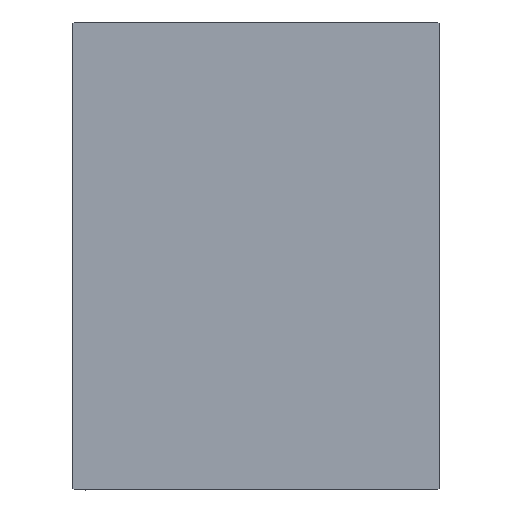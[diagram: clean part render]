
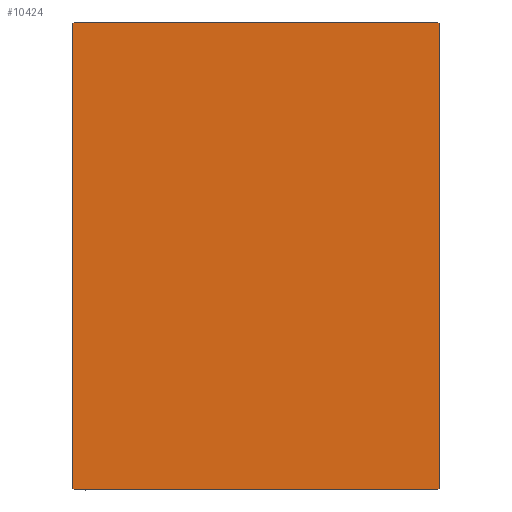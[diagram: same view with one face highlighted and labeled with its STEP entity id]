
A CAD part, left-side view. The second image highlights one B-rep face of the part: STEP entity #10424.
In plain terms, the highlighted face is planar.
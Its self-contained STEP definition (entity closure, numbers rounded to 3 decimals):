
#665 = DIRECTION ( 'NONE',  ( 0., -1., 0. ) ) ;
#1106 = EDGE_CURVE ( 'NONE', #18551, #17854, #44805, .T. ) ;
#1778 = PLANE ( 'NONE',  #5730 ) ;
#1912 = DIRECTION ( 'NONE',  ( 0., -0.707, 0.707 ) ) ;
#2003 = ORIENTED_EDGE ( 'NONE', *, *, #25635, .T. ) ;
#2017 = DIRECTION ( 'NONE',  ( 0., 0., -1. ) ) ;
#3574 = VECTOR ( 'NONE', #19972, 1000. ) ;
#4274 = VECTOR ( 'NONE', #25644, 1000. ) ;
#4356 = VERTEX_POINT ( 'NONE', #31741 ) ;
#4965 = EDGE_CURVE ( 'NONE', #17854, #11220, #40484, .T. ) ;
#5305 = FACE_OUTER_BOUND ( 'NONE', #20453, .T. ) ;
#5531 = CARTESIAN_POINT ( 'NONE',  ( 108., 0., 0. ) ) ;
#5730 = AXIS2_PLACEMENT_3D ( 'NONE', #5531, #34133, #2017 ) ;
#7988 = CARTESIAN_POINT ( 'NONE',  ( 108., 44.7, -57.5 ) ) ;
#9698 = ORIENTED_EDGE ( 'NONE', *, *, #24419, .T. ) ;
#10071 = ORIENTED_EDGE ( 'NONE', *, *, #28730, .T. ) ;
#10168 = VERTEX_POINT ( 'NONE', #29466 ) ;
#10424 = ADVANCED_FACE ( 'NONE', ( #5305 ), #1778, .T. ) ;
#11218 = ORIENTED_EDGE ( 'NONE', *, *, #4965, .T. ) ;
#11220 = VERTEX_POINT ( 'NONE', #21231 ) ;
#11555 = CARTESIAN_POINT ( 'NONE',  ( 108., -51.1, 51.1 ) ) ;
#12074 = EDGE_CURVE ( 'NONE', #4356, #37667, #39236, .T. ) ;
#12124 = CARTESIAN_POINT ( 'NONE',  ( 108., 45., -57.2 ) ) ;
#12873 = DIRECTION ( 'NONE',  ( 0., 0.707, -0.707 ) ) ;
#13191 = EDGE_CURVE ( 'NONE', #31142, #18551, #15751, .T. ) ;
#15751 = LINE ( 'NONE', #26331, #3574 ) ;
#16721 = CARTESIAN_POINT ( 'NONE',  ( 108., -45., -57.2 ) ) ;
#16879 = VECTOR ( 'NONE', #19370, 1000. ) ;
#17113 = VECTOR ( 'NONE', #12873, 1000. ) ;
#17854 = VERTEX_POINT ( 'NONE', #12124 ) ;
#18551 = VERTEX_POINT ( 'NONE', #7988 ) ;
#18744 = EDGE_CURVE ( 'NONE', #10168, #4356, #39834, .T. ) ;
#19370 = DIRECTION ( 'NONE',  ( 0., 0., 1. ) ) ;
#19972 = DIRECTION ( 'NONE',  ( 0., 1., 0. ) ) ;
#19986 = VECTOR ( 'NONE', #1912, 1000. ) ;
#20453 = EDGE_LOOP ( 'NONE', ( #35816, #36370, #11218, #2003, #21149, #22443, #9698, #10071 ) ) ;
#21149 = ORIENTED_EDGE ( 'NONE', *, *, #18744, .T. ) ;
#21231 = CARTESIAN_POINT ( 'NONE',  ( 108., 45., 57.2 ) ) ;
#21496 = VECTOR ( 'NONE', #35874, 1000. ) ;
#21571 = CARTESIAN_POINT ( 'NONE',  ( 108., -45., 57.5 ) ) ;
#22443 = ORIENTED_EDGE ( 'NONE', *, *, #12074, .T. ) ;
#23521 = CARTESIAN_POINT ( 'NONE',  ( 108., -45., 57.2 ) ) ;
#24419 = EDGE_CURVE ( 'NONE', #37667, #37671, #42911, .T. ) ;
#25635 = EDGE_CURVE ( 'NONE', #11220, #10168, #33356, .T. ) ;
#25644 = DIRECTION ( 'NONE',  ( 0., -0.707, -0.707 ) ) ;
#26331 = CARTESIAN_POINT ( 'NONE',  ( 108., -45., -57.5 ) ) ;
#26645 = CARTESIAN_POINT ( 'NONE',  ( 108., 45., -57.5 ) ) ;
#26969 = DIRECTION ( 'NONE',  ( 0., 0.707, 0.707 ) ) ;
#28730 = EDGE_CURVE ( 'NONE', #37671, #31142, #45027, .T. ) ;
#29164 = VECTOR ( 'NONE', #665, 1000. ) ;
#29367 = CARTESIAN_POINT ( 'NONE',  ( 108., -44.7, -57.5 ) ) ;
#29466 = CARTESIAN_POINT ( 'NONE',  ( 108., 44.7, 57.5 ) ) ;
#29536 = VECTOR ( 'NONE', #26969, 1000. ) ;
#30062 = CARTESIAN_POINT ( 'NONE',  ( 108., 51.1, 51.1 ) ) ;
#31142 = VERTEX_POINT ( 'NONE', #29367 ) ;
#31741 = CARTESIAN_POINT ( 'NONE',  ( 108., -44.7, 57.5 ) ) ;
#33356 = LINE ( 'NONE', #30062, #19986 ) ;
#34133 = DIRECTION ( 'NONE',  ( 1., 0., 0. ) ) ;
#34704 = CARTESIAN_POINT ( 'NONE',  ( 108., -51.1, -51.1 ) ) ;
#35816 = ORIENTED_EDGE ( 'NONE', *, *, #13191, .T. ) ;
#35874 = DIRECTION ( 'NONE',  ( 0., 0., -1. ) ) ;
#36370 = ORIENTED_EDGE ( 'NONE', *, *, #1106, .T. ) ;
#36555 = CARTESIAN_POINT ( 'NONE',  ( 108., 45., 57.5 ) ) ;
#37667 = VERTEX_POINT ( 'NONE', #23521 ) ;
#37671 = VERTEX_POINT ( 'NONE', #16721 ) ;
#39236 = LINE ( 'NONE', #11555, #4274 ) ;
#39834 = LINE ( 'NONE', #36555, #29164 ) ;
#40484 = LINE ( 'NONE', #26645, #16879 ) ;
#42911 = LINE ( 'NONE', #21571, #21496 ) ;
#44805 = LINE ( 'NONE', #45042, #29536 ) ;
#45027 = LINE ( 'NONE', #34704, #17113 ) ;
#45042 = CARTESIAN_POINT ( 'NONE',  ( 108., 51.1, -51.1 ) ) ;
